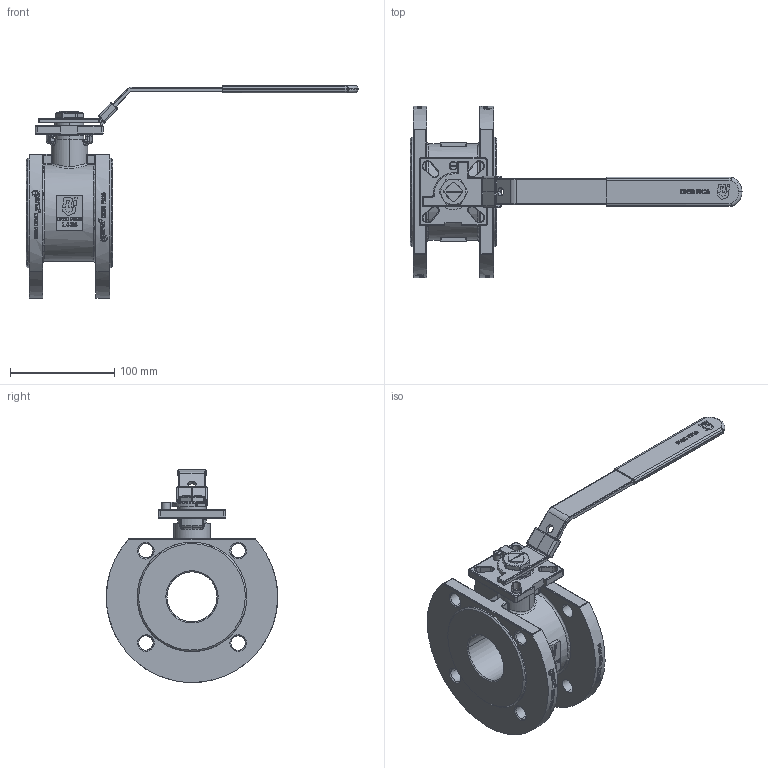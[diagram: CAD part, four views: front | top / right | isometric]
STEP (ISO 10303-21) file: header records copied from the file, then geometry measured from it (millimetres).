
FILE_DESCRIPTION(('HOOPS Exchange Step'),'2;1');
FILE_NAME('FK11_DN50.stp','2025-08-29T13:56:49+02:00',('nieru'),('Unknown organisation'),'HOOPS Exchange 2024.2','HOOPS Exchange','Unknown authorisation');
FILE_SCHEMA( ('AP203_CONFIGURATION_CONTROLLED_3D_DESIGN_OF_MECHANICAL_PARTS_AND_ASSEMBLIES_MIM_LF') );
Length unit declared in the file: millimetre
Products named in the file (2): 0; root
Assembly tree (1 placements, depth 2):
  root
    0
Bounding box: 318 x 164 x 204 mm (x, y, z)
Volume: 834000.2 mm3; surface area: 180973.4 mm2
Topology: 13 solids, 13 shells, 2488 faces, 6692 edges, 4381 vertices
Faces by surface type: bspline 1111, plane 828, cylinder 432, cone 52, torus 45, sphere 20
Entity records: 140855 total; most frequent: CARTESIAN_POINT 87206, ORIENTED_EDGE 13368, EDGE_CURVE 6684, DIRECTION 6683, VERTEX_POINT 4381, B_SPLINE_CURVE_WITH_KNOTS 3279, VECTOR 2733, LINE 2733
